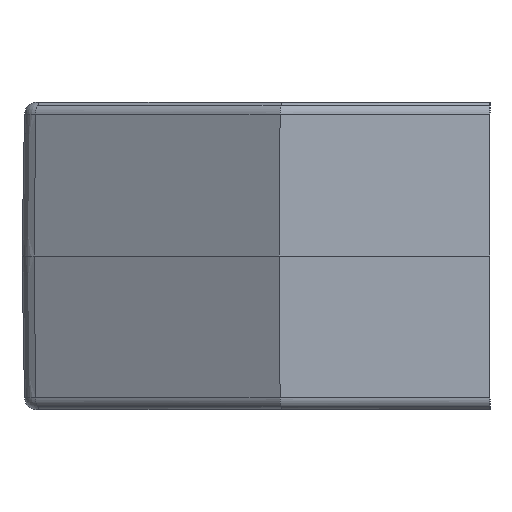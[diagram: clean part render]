
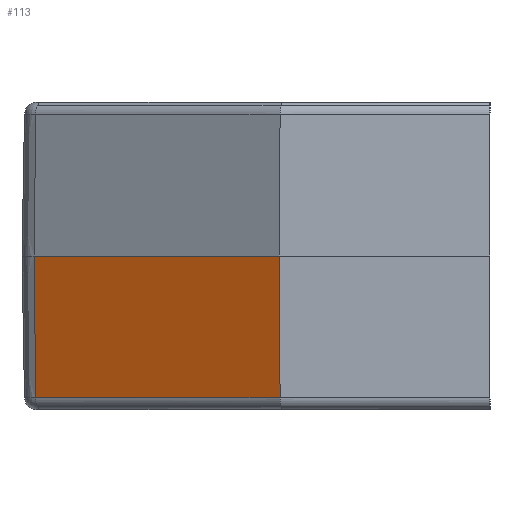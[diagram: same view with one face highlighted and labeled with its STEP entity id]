
A CAD part, left-side view. The second image highlights one B-rep face of the part: STEP entity #113.
In plain terms, the highlighted planar face has unit normal (-0.866, 0.5, -0.018).
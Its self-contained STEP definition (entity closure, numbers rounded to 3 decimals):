
#113=ADVANCED_FACE('',(#274),#275,.T.);
#274=FACE_OUTER_BOUND('',#458,.T.);
#275=PLANE('',#459);
#458=EDGE_LOOP('',(#1004,#1005,#1006,#1007));
#459=AXIS2_PLACEMENT_3D('',#1008,#1009,#1010);
#1004=ORIENTED_EDGE('',*,*,#1356,.F.);
#1005=ORIENTED_EDGE('',*,*,#1368,.F.);
#1006=ORIENTED_EDGE('',*,*,#1369,.F.);
#1007=ORIENTED_EDGE('',*,*,#1366,.T.);
#1008=CARTESIAN_POINT('',(2.989,37.0,0.0));
#1009=DIRECTION('',(-0.866,0.5,-0.017));
#1010=DIRECTION('',(0.5,0.866,0.0));
#1356=EDGE_CURVE('',#1440,#1672,#1675,.T.);
#1366=EDGE_CURVE('',#1690,#1672,#1691,.T.);
#1368=EDGE_CURVE('',#1693,#1440,#1694,.T.);
#1369=EDGE_CURVE('',#1690,#1693,#1695,.T.);
#1440=VERTEX_POINT('',#1783);
#1672=VERTEX_POINT('',#2081);
#1675=LINE('',#2084,#2085);
#1690=VERTEX_POINT('',#2108);
#1691=LINE('',#2109,#2110);
#1693=VERTEX_POINT('',#2112);
#1694=LINE('',#2113,#2114);
#1695=LINE('',#2115,#2116);
#1783=CARTESIAN_POINT('',(-8.299,17.046,-11.517));
#2081=CARTESIAN_POINT('',(3.163,36.899,-11.517));
#2084=CARTESIAN_POINT('',(7.582,44.553,-11.517));
#2085=VECTOR('',#2512,10.0);
#2108=CARTESIAN_POINT('',(2.989,37.0,0.0));
#2109=CARTESIAN_POINT('',(2.989,37.0,0.0));
#2110=VECTOR('',#2524,10.0);
#2112=CARTESIAN_POINT('',(-8.5,17.1,0.0));
#2113=CARTESIAN_POINT('',(-8.499,17.1,-0.054));
#2114=VECTOR('',#2528,10.0);
#2115=CARTESIAN_POINT('',(2.989,37.0,0.0));
#2116=VECTOR('',#2529,10.0);
#2512=DIRECTION('',(0.5,0.866,0.0));
#2524=DIRECTION('',(0.015,-0.009,-1.));
#2528=DIRECTION('',(0.017,-0.005,-1.));
#2529=DIRECTION('',(-0.5,-0.866,-0.0));
